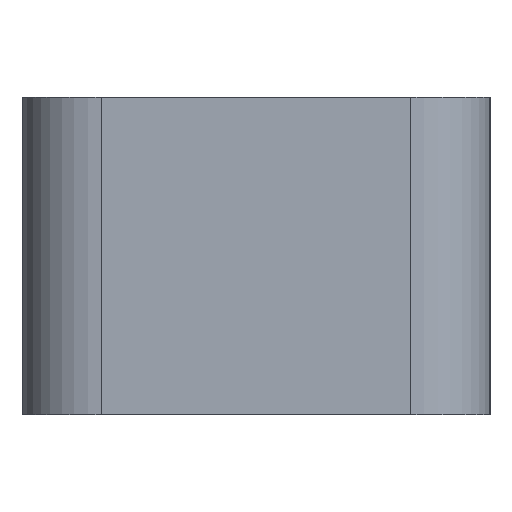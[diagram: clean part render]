
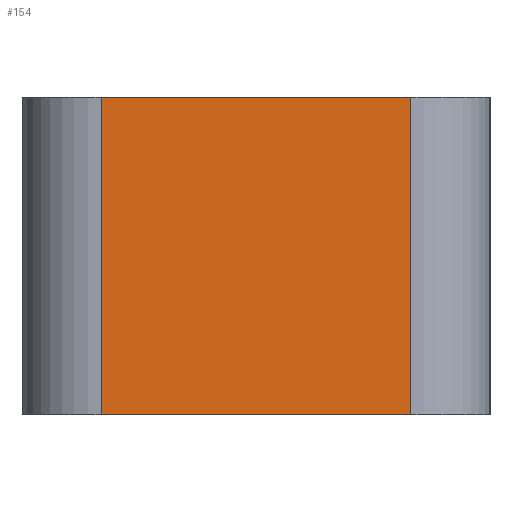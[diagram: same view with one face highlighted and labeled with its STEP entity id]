
A CAD part, left-side view. The second image highlights one B-rep face of the part: STEP entity #154.
In plain terms, the highlighted planar face has unit normal (-1, 0, 0).
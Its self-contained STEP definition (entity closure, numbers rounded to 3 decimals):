
#17 = CARTESIAN_POINT ( 'NONE',  ( -31.222, 36.04, 137.366 ) ) ;
#82 = DIRECTION ( 'NONE',  ( 0., 0., -1. ) ) ;
#93 = DIRECTION ( 'NONE',  ( 0., -1., 0. ) ) ;
#123 = ORIENTED_EDGE ( 'NONE', *, *, #214, .T. ) ;
#140 = LINE ( 'NONE', #17, #233 ) ;
#147 = VECTOR ( 'NONE', #505, 1000. ) ;
#154 = ADVANCED_FACE ( 'NONE', ( #239 ), #493, .F. ) ;
#156 = ORIENTED_EDGE ( 'NONE', *, *, #421, .T. ) ;
#171 = EDGE_CURVE ( 'NONE', #303, #286, #206, .T. ) ;
#177 = CARTESIAN_POINT ( 'NONE',  ( -31.222, 40.94, 137.366 ) ) ;
#187 = ORIENTED_EDGE ( 'NONE', *, *, #492, .T. ) ;
#206 = LINE ( 'NONE', #177, #448 ) ;
#214 = EDGE_CURVE ( 'NONE', #293, #286, #140, .T. ) ;
#215 = CARTESIAN_POINT ( 'NONE',  ( -31.222, 36.04, 133.366 ) ) ;
#217 = LINE ( 'NONE', #267, #474 ) ;
#232 = VERTEX_POINT ( 'NONE', #416 ) ;
#233 = VECTOR ( 'NONE', #458, 1000. ) ;
#239 = FACE_OUTER_BOUND ( 'NONE', #257, .T. ) ;
#257 = EDGE_LOOP ( 'NONE', ( #187, #123, #366, #156 ) ) ;
#259 = CARTESIAN_POINT ( 'NONE',  ( -31.222, 36.04, 137.366 ) ) ;
#263 = CARTESIAN_POINT ( 'NONE',  ( -31.222, 39.94, 137.366 ) ) ;
#267 = CARTESIAN_POINT ( 'NONE',  ( -31.222, 40.94, 133.366 ) ) ;
#281 = CARTESIAN_POINT ( 'NONE',  ( -31.222, 40.94, 137.366 ) ) ;
#286 = VERTEX_POINT ( 'NONE', #259 ) ;
#293 = VERTEX_POINT ( 'NONE', #215 ) ;
#299 = CARTESIAN_POINT ( 'NONE',  ( -31.222, 39.94, 137.366 ) ) ;
#303 = VERTEX_POINT ( 'NONE', #299 ) ;
#320 = DIRECTION ( 'NONE',  ( 0., -1., 0. ) ) ;
#334 = DIRECTION ( 'NONE',  ( 1., 0., 0. ) ) ;
#348 = AXIS2_PLACEMENT_3D ( 'NONE', #281, #334, #82 ) ;
#366 = ORIENTED_EDGE ( 'NONE', *, *, #171, .F. ) ;
#416 = CARTESIAN_POINT ( 'NONE',  ( -31.222, 39.94, 133.366 ) ) ;
#421 = EDGE_CURVE ( 'NONE', #303, #232, #466, .T. ) ;
#448 = VECTOR ( 'NONE', #93, 1000. ) ;
#458 = DIRECTION ( 'NONE',  ( 0., 0., 1. ) ) ;
#466 = LINE ( 'NONE', #263, #147 ) ;
#474 = VECTOR ( 'NONE', #320, 1000. ) ;
#492 = EDGE_CURVE ( 'NONE', #232, #293, #217, .T. ) ;
#493 = PLANE ( 'NONE',  #348 ) ;
#505 = DIRECTION ( 'NONE',  ( 0., 0., -1. ) ) ;
